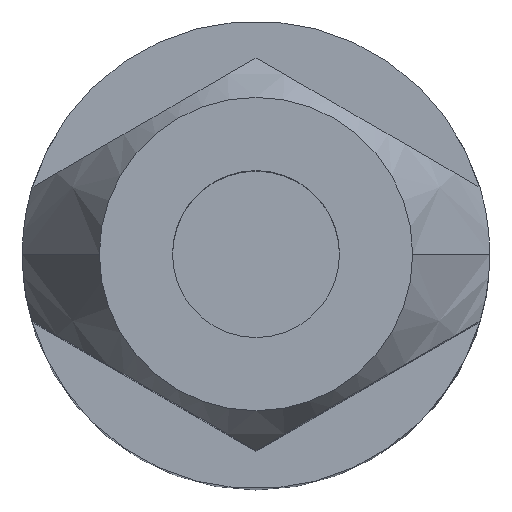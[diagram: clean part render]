
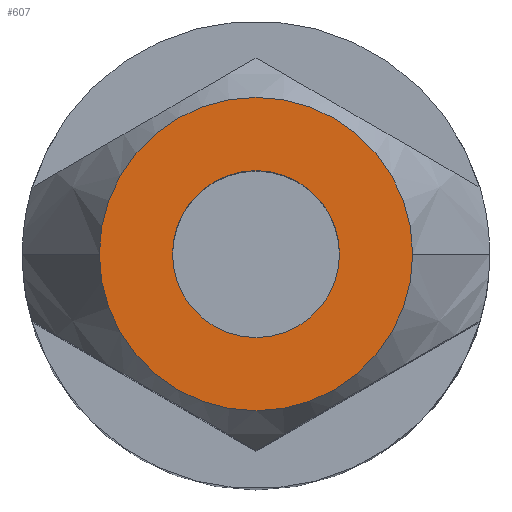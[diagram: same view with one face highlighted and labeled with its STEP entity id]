
A CAD part, top view. The second image highlights one B-rep face of the part: STEP entity #607.
In plain terms, the highlighted planar face has unit normal (0, 0, 1).
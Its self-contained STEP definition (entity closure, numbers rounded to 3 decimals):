
#18 = DIRECTION ( 'NONE',  ( 0., 0., -1. ) ) ;
#56 = DIRECTION ( 'NONE',  ( 0., 0., 1. ) ) ;
#83 = PLANE ( 'NONE',  #287 ) ;
#102 = CIRCLE ( 'NONE', #342, 4.691 ) ;
#138 = EDGE_LOOP ( 'NONE', ( #347, #315 ) ) ;
#172 = AXIS2_PLACEMENT_3D ( 'NONE', #205, #400, #239 ) ;
#205 = CARTESIAN_POINT ( 'NONE',  ( 0., 0., 38. ) ) ;
#211 = AXIS2_PLACEMENT_3D ( 'NONE', #393, #555, #606 ) ;
#214 = CARTESIAN_POINT ( 'NONE',  ( 4.691, 0., 38. ) ) ;
#218 = CARTESIAN_POINT ( 'NONE',  ( 0., 0., 38. ) ) ;
#239 = DIRECTION ( 'NONE',  ( 1., 0., 0. ) ) ;
#279 = CIRCLE ( 'NONE', #211, 2.5 ) ;
#280 = DIRECTION ( 'NONE',  ( 0., 0., 1. ) ) ;
#285 = CARTESIAN_POINT ( 'NONE',  ( 4.691, 0., 38. ) ) ;
#286 = AXIS2_PLACEMENT_3D ( 'NONE', #462, #56, #317 ) ;
#287 = AXIS2_PLACEMENT_3D ( 'NONE', #285, #18, #559 ) ;
#296 = EDGE_CURVE ( 'NONE', #381, #505, #598, .T. ) ;
#297 = FACE_OUTER_BOUND ( 'NONE', #311, .T. ) ;
#305 = EDGE_CURVE ( 'NONE', #550, #514, #446, .T. ) ;
#311 = EDGE_LOOP ( 'NONE', ( #516, #581 ) ) ;
#315 = ORIENTED_EDGE ( 'NONE', *, *, #443, .F. ) ;
#317 = DIRECTION ( 'NONE',  ( 1., 0., 0. ) ) ;
#331 = CARTESIAN_POINT ( 'NONE',  ( -4.691, 0., 38. ) ) ;
#339 = FACE_BOUND ( 'NONE', #138, .T. ) ;
#341 = CARTESIAN_POINT ( 'NONE',  ( 2.5, 0., 38. ) ) ;
#342 = AXIS2_PLACEMENT_3D ( 'NONE', #218, #280, #652 ) ;
#347 = ORIENTED_EDGE ( 'NONE', *, *, #305, .F. ) ;
#381 = VERTEX_POINT ( 'NONE', #331 ) ;
#393 = CARTESIAN_POINT ( 'NONE',  ( 0., 0., 38. ) ) ;
#400 = DIRECTION ( 'NONE',  ( 0., 0., 1. ) ) ;
#433 = EDGE_CURVE ( 'NONE', #505, #381, #102, .T. ) ;
#439 = CARTESIAN_POINT ( 'NONE',  ( -2.5, 0., 38. ) ) ;
#443 = EDGE_CURVE ( 'NONE', #514, #550, #279, .T. ) ;
#446 = CIRCLE ( 'NONE', #286, 2.5 ) ;
#462 = CARTESIAN_POINT ( 'NONE',  ( 0., 0., 38. ) ) ;
#505 = VERTEX_POINT ( 'NONE', #214 ) ;
#514 = VERTEX_POINT ( 'NONE', #439 ) ;
#516 = ORIENTED_EDGE ( 'NONE', *, *, #296, .T. ) ;
#550 = VERTEX_POINT ( 'NONE', #341 ) ;
#555 = DIRECTION ( 'NONE',  ( 0., 0., 1. ) ) ;
#559 = DIRECTION ( 'NONE',  ( -1., 0., 0. ) ) ;
#581 = ORIENTED_EDGE ( 'NONE', *, *, #433, .T. ) ;
#598 = CIRCLE ( 'NONE', #172, 4.691 ) ;
#606 = DIRECTION ( 'NONE',  ( 1., 0., 0. ) ) ;
#607 = ADVANCED_FACE ( 'NONE', ( #339, #297 ), #83, .F. ) ;
#652 = DIRECTION ( 'NONE',  ( 1., 0., 0. ) ) ;
